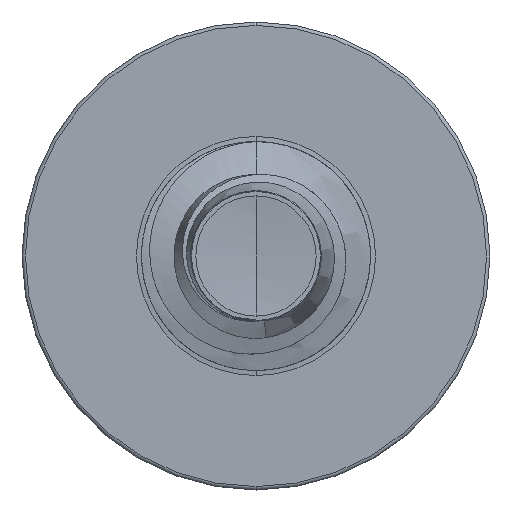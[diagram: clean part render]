
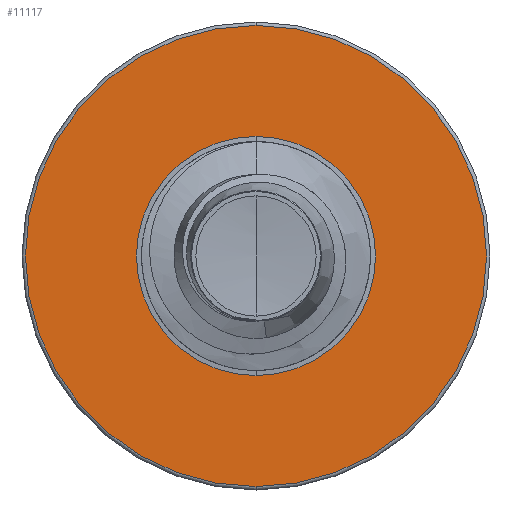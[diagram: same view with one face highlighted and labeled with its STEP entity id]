
A CAD part, front view. The second image highlights one B-rep face of the part: STEP entity #11117.
In plain terms, the highlighted planar face has unit normal (0, -1, 0).
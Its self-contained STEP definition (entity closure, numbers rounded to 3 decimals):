
#81 = EDGE_CURVE ( 'NONE', #3786, #4777, #9946, .T. ) ;
#159 = DIRECTION ( 'NONE',  ( 0., 0., 1. ) ) ;
#333 = DIRECTION ( 'NONE',  ( 0., 0., 1. ) ) ;
#838 = EDGE_CURVE ( 'NONE', #1676, #5766, #8834, .T. ) ;
#1307 = DIRECTION ( 'NONE',  ( 0., 0., 1. ) ) ;
#1448 = CARTESIAN_POINT ( 'NONE',  ( 0., 8., 1.15 ) ) ;
#1530 = CARTESIAN_POINT ( 'NONE',  ( 0., 8., -2.217 ) ) ;
#1676 = VERTEX_POINT ( 'NONE', #4667 ) ;
#2992 = EDGE_LOOP ( 'NONE', ( #4247, #13768 ) ) ;
#3354 = CARTESIAN_POINT ( 'NONE',  ( 0., 8., 0. ) ) ;
#3786 = VERTEX_POINT ( 'NONE', #8147 ) ;
#3833 = ORIENTED_EDGE ( 'NONE', *, *, #838, .F. ) ;
#3892 = CARTESIAN_POINT ( 'NONE',  ( 0., 8., 0. ) ) ;
#4247 = ORIENTED_EDGE ( 'NONE', *, *, #11165, .T. ) ;
#4667 = CARTESIAN_POINT ( 'NONE',  ( 0., 8., 2.217 ) ) ;
#4777 = VERTEX_POINT ( 'NONE', #1448 ) ;
#5139 = DIRECTION ( 'NONE',  ( 0., 0., 1. ) ) ;
#5195 = AXIS2_PLACEMENT_3D ( 'NONE', #3354, #9751, #6558 ) ;
#5475 = CARTESIAN_POINT ( 'NONE',  ( 0., 8., 0. ) ) ;
#5661 = DIRECTION ( 'NONE',  ( 0., 1., 0. ) ) ;
#5766 = VERTEX_POINT ( 'NONE', #1530 ) ;
#6558 = DIRECTION ( 'NONE',  ( 0., 0., 1. ) ) ;
#6797 = AXIS2_PLACEMENT_3D ( 'NONE', #3892, #12328, #5139 ) ;
#6886 = FACE_BOUND ( 'NONE', #2992, .T. ) ;
#6892 = AXIS2_PLACEMENT_3D ( 'NONE', #14715, #7769, #333 ) ;
#7177 = EDGE_CURVE ( 'NONE', #5766, #1676, #10122, .T. ) ;
#7259 = FACE_OUTER_BOUND ( 'NONE', #8322, .T. ) ;
#7589 = DIRECTION ( 'NONE',  ( 0., 1., 0. ) ) ;
#7769 = DIRECTION ( 'NONE',  ( 0., 1., 0. ) ) ;
#8147 = CARTESIAN_POINT ( 'NONE',  ( 0., 8., -1.15 ) ) ;
#8322 = EDGE_LOOP ( 'NONE', ( #3833, #13390 ) ) ;
#8767 = CARTESIAN_POINT ( 'NONE',  ( 0., 8., -1.15 ) ) ;
#8834 = CIRCLE ( 'NONE', #5195, 2.217 ) ;
#9751 = DIRECTION ( 'NONE',  ( 0., 1., 0. ) ) ;
#9946 = CIRCLE ( 'NONE', #11190, 1.15 ) ;
#10122 = CIRCLE ( 'NONE', #6892, 2.217 ) ;
#11117 = ADVANCED_FACE ( 'NONE', ( #7259, #6886 ), #14552, .F. ) ;
#11165 = EDGE_CURVE ( 'NONE', #4777, #3786, #12800, .T. ) ;
#11190 = AXIS2_PLACEMENT_3D ( 'NONE', #5475, #5661, #1307 ) ;
#12328 = DIRECTION ( 'NONE',  ( 0., 1., 0. ) ) ;
#12800 = CIRCLE ( 'NONE', #6797, 1.15 ) ;
#13390 = ORIENTED_EDGE ( 'NONE', *, *, #7177, .F. ) ;
#13768 = ORIENTED_EDGE ( 'NONE', *, *, #81, .T. ) ;
#13886 = AXIS2_PLACEMENT_3D ( 'NONE', #8767, #7589, #159 ) ;
#14552 = PLANE ( 'NONE',  #13886 ) ;
#14715 = CARTESIAN_POINT ( 'NONE',  ( 0., 8., 0. ) ) ;
